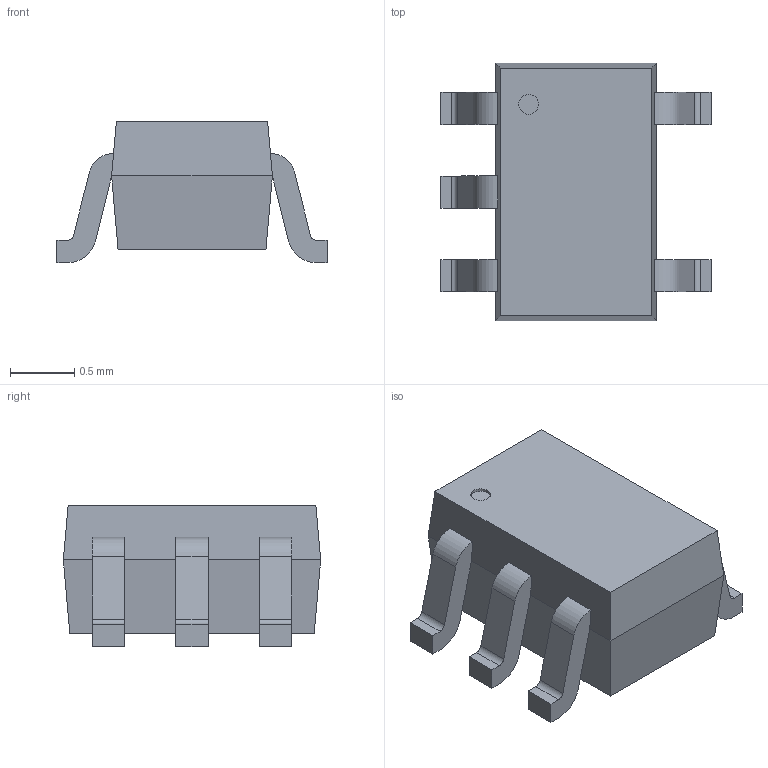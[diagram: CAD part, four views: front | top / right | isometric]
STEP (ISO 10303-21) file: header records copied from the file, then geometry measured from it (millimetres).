
FILE_DESCRIPTION(/* description */ (''),/* implementation_level */ '2;1');
FILE_NAME(/* name */ '5-TSSOP.step',/* time_stamp */ '2021-08-12T03:32:13+08:00',/* author */ (''),/* organization */ (''),/* preprocessor_version */ 'ST-DEVELOPER v18.1',/* originating_system */ 'Autodesk Translation Framework v10.9.0.1377',/* authorisation */ '');
FILE_SCHEMA (('AUTOMOTIVE_DESIGN { 1 0 10303 214 3 1 1 }'));
Length unit declared in the file: millimetre
Products named in the file (1): (Unsaved)
Bounding box: 2.1 x 2 x 1.1 mm (x, y, z)
Volume: 2.6 mm3; surface area: 15.1 mm2
Topology: 6 solids, 6 shells, 67 faces, 158 edges, 104 vertices
Faces by surface type: plane 51, cylinder 16
Full cylindrical faces by diameter (mm): 0.153 x1
Entity records: 1955 total; most frequent: CARTESIAN_POINT 330, DIRECTION 326, ORIENTED_EDGE 316, EDGE_CURVE 158, LINE 126, VECTOR 126, VERTEX_POINT 104, AXIS2_PLACEMENT_3D 100
